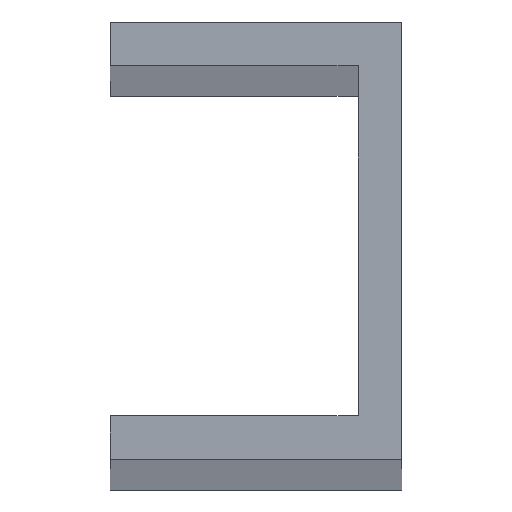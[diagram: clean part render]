
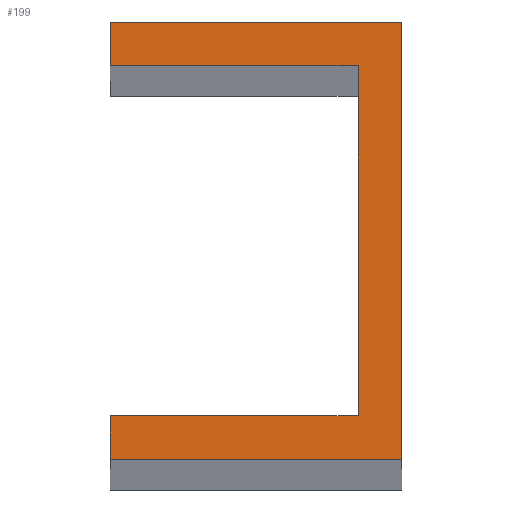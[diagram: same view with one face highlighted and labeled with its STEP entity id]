
A CAD part, top view. The second image highlights one B-rep face of the part: STEP entity #199.
In plain terms, the highlighted planar face has unit normal (0, 0, 1).
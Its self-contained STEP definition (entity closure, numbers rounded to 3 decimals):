
#1 = DIRECTION ( 'NONE',  ( 0., -1., 0. ) ) ;
#7 = LINE ( 'NONE', #268, #306 ) ;
#12 = VECTOR ( 'NONE', #237, 1000. ) ;
#15 = EDGE_CURVE ( 'NONE', #137, #125, #22, .T. ) ;
#19 = CARTESIAN_POINT ( 'NONE',  ( -5., 7.5, 600. ) ) ;
#21 = DIRECTION ( 'NONE',  ( 0., 0., 1. ) ) ;
#22 = LINE ( 'NONE', #308, #243 ) ;
#26 = AXIS2_PLACEMENT_3D ( 'NONE', #52, #21, #269 ) ;
#30 = EDGE_CURVE ( 'NONE', #167, #287, #7, .T. ) ;
#34 = VERTEX_POINT ( 'NONE', #156 ) ;
#38 = ORIENTED_EDGE ( 'NONE', *, *, #150, .T. ) ;
#40 = EDGE_CURVE ( 'NONE', #147, #167, #157, .T. ) ;
#41 = VERTEX_POINT ( 'NONE', #19 ) ;
#52 = CARTESIAN_POINT ( 'NONE',  ( 0., 0., 600. ) ) ;
#56 = DIRECTION ( 'NONE',  ( -1., 0., 0. ) ) ;
#62 = ORIENTED_EDGE ( 'NONE', *, *, #174, .T. ) ;
#73 = DIRECTION ( 'NONE',  ( -1., 0., 0. ) ) ;
#77 = DIRECTION ( 'NONE',  ( 0., -1., 0. ) ) ;
#89 = LINE ( 'NONE', #245, #205 ) ;
#92 = VECTOR ( 'NONE', #73, 1000. ) ;
#98 = CARTESIAN_POINT ( 'NONE',  ( -5., -7.5, 600. ) ) ;
#106 = ORIENTED_EDGE ( 'NONE', *, *, #321, .T. ) ;
#110 = ORIENTED_EDGE ( 'NONE', *, *, #146, .T. ) ;
#116 = ORIENTED_EDGE ( 'NONE', *, *, #15, .T. ) ;
#121 = VECTOR ( 'NONE', #1, 1000. ) ;
#123 = FACE_OUTER_BOUND ( 'NONE', #206, .T. ) ;
#125 = VERTEX_POINT ( 'NONE', #220 ) ;
#136 = CARTESIAN_POINT ( 'NONE',  ( 3.5, -6., 600. ) ) ;
#137 = VERTEX_POINT ( 'NONE', #189 ) ;
#144 = LINE ( 'NONE', #218, #171 ) ;
#146 = EDGE_CURVE ( 'NONE', #34, #41, #89, .T. ) ;
#147 = VERTEX_POINT ( 'NONE', #136 ) ;
#150 = EDGE_CURVE ( 'NONE', #287, #261, #232, .T. ) ;
#156 = CARTESIAN_POINT ( 'NONE',  ( 5., 7.5, 600. ) ) ;
#157 = LINE ( 'NONE', #212, #92 ) ;
#159 = EDGE_CURVE ( 'NONE', #125, #147, #144, .T. ) ;
#167 = VERTEX_POINT ( 'NONE', #299 ) ;
#171 = VECTOR ( 'NONE', #77, 1000. ) ;
#174 = EDGE_CURVE ( 'NONE', #261, #34, #300, .T. ) ;
#176 = ORIENTED_EDGE ( 'NONE', *, *, #40, .T. ) ;
#187 = DIRECTION ( 'NONE',  ( 0., -1., 0. ) ) ;
#188 = CARTESIAN_POINT ( 'NONE',  ( 5., -7.5, 600. ) ) ;
#189 = CARTESIAN_POINT ( 'NONE',  ( -5., 6., 600. ) ) ;
#199 = ADVANCED_FACE ( 'NONE', ( #123 ), #295, .T. ) ;
#201 = LINE ( 'NONE', #275, #121 ) ;
#205 = VECTOR ( 'NONE', #56, 1000. ) ;
#206 = EDGE_LOOP ( 'NONE', ( #176, #270, #38, #62, #110, #106, #116, #265 ) ) ;
#208 = VECTOR ( 'NONE', #277, 1000. ) ;
#211 = CARTESIAN_POINT ( 'NONE',  ( 5., 7.5, 600. ) ) ;
#212 = CARTESIAN_POINT ( 'NONE',  ( -5., -6., 600. ) ) ;
#215 = DIRECTION ( 'NONE',  ( 1., 0., 0. ) ) ;
#218 = CARTESIAN_POINT ( 'NONE',  ( 3.5, 6., 600. ) ) ;
#220 = CARTESIAN_POINT ( 'NONE',  ( 3.5, 6., 600. ) ) ;
#232 = LINE ( 'NONE', #276, #208 ) ;
#237 = DIRECTION ( 'NONE',  ( 0., 1., 0. ) ) ;
#243 = VECTOR ( 'NONE', #215, 1000. ) ;
#245 = CARTESIAN_POINT ( 'NONE',  ( -5., 7.5, 600. ) ) ;
#261 = VERTEX_POINT ( 'NONE', #188 ) ;
#265 = ORIENTED_EDGE ( 'NONE', *, *, #159, .T. ) ;
#268 = CARTESIAN_POINT ( 'NONE',  ( -5., 7.5, 600. ) ) ;
#269 = DIRECTION ( 'NONE',  ( 1., 0., 0. ) ) ;
#270 = ORIENTED_EDGE ( 'NONE', *, *, #30, .T. ) ;
#275 = CARTESIAN_POINT ( 'NONE',  ( -5., 7.5, 600. ) ) ;
#276 = CARTESIAN_POINT ( 'NONE',  ( -5., -7.5, 600. ) ) ;
#277 = DIRECTION ( 'NONE',  ( 1., 0., 0. ) ) ;
#287 = VERTEX_POINT ( 'NONE', #98 ) ;
#295 = PLANE ( 'NONE',  #26 ) ;
#299 = CARTESIAN_POINT ( 'NONE',  ( -5., -6., 600. ) ) ;
#300 = LINE ( 'NONE', #211, #12 ) ;
#306 = VECTOR ( 'NONE', #187, 1000. ) ;
#308 = CARTESIAN_POINT ( 'NONE',  ( -5., 6., 600. ) ) ;
#321 = EDGE_CURVE ( 'NONE', #41, #137, #201, .T. ) ;
